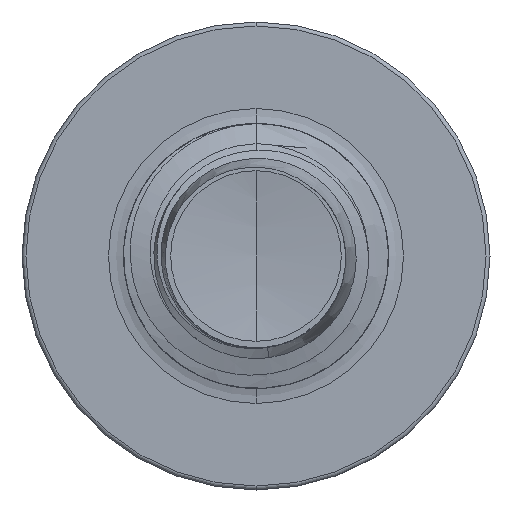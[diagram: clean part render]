
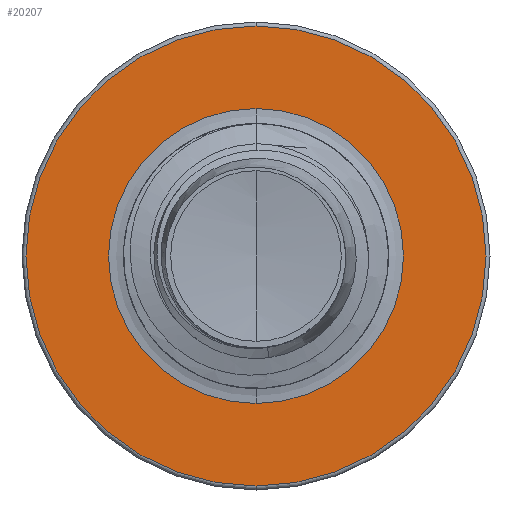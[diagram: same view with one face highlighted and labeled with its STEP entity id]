
A CAD part, front view. The second image highlights one B-rep face of the part: STEP entity #20207.
In plain terms, the highlighted planar face has unit normal (0, -1, 0).
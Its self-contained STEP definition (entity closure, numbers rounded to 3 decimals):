
#541 = ORIENTED_EDGE ( 'NONE', *, *, #52800, .T. ) ;
#3444 = CARTESIAN_POINT ( 'NONE',  ( 0., 20., 2.605 ) ) ;
#4900 = EDGE_CURVE ( 'NONE', #31494, #47613, #46109, .T. ) ;
#5474 = DIRECTION ( 'NONE',  ( 0., 1., 0. ) ) ;
#7471 = DIRECTION ( 'NONE',  ( 0., 1., 0. ) ) ;
#8377 = EDGE_CURVE ( 'NONE', #25260, #58130, #46753, .T. ) ;
#11132 = AXIS2_PLACEMENT_3D ( 'NONE', #26679, #26665, #26514 ) ;
#12419 = FACE_BOUND ( 'NONE', #51891, .T. ) ;
#14965 = CIRCLE ( 'NONE', #49739, 1.67 ) ;
#16970 = AXIS2_PLACEMENT_3D ( 'NONE', #29771, #29699, #29693 ) ;
#19199 = AXIS2_PLACEMENT_3D ( 'NONE', #51636, #55914, #30305 ) ;
#20207 = ADVANCED_FACE ( 'NONE', ( #25688, #12419 ), #52131, .F. ) ;
#20240 = CARTESIAN_POINT ( 'NONE',  ( 0., 20., 1.67 ) ) ;
#20534 = CARTESIAN_POINT ( 'NONE',  ( 0., 20., -2.605 ) ) ;
#25260 = VERTEX_POINT ( 'NONE', #20240 ) ;
#25688 = FACE_OUTER_BOUND ( 'NONE', #46134, .T. ) ;
#26202 = CIRCLE ( 'NONE', #48561, 2.605 ) ;
#26514 = DIRECTION ( 'NONE',  ( 0., 0., 1. ) ) ;
#26665 = DIRECTION ( 'NONE',  ( 0., 1., 0. ) ) ;
#26679 = CARTESIAN_POINT ( 'NONE',  ( 0., 20., 0. ) ) ;
#29693 = DIRECTION ( 'NONE',  ( 0., 0., 1. ) ) ;
#29699 = DIRECTION ( 'NONE',  ( 0., 1., 0. ) ) ;
#29771 = CARTESIAN_POINT ( 'NONE',  ( 0., 20., 0. ) ) ;
#30305 = DIRECTION ( 'NONE',  ( 0., 0., 1. ) ) ;
#31494 = VERTEX_POINT ( 'NONE', #20534 ) ;
#35236 = CARTESIAN_POINT ( 'NONE',  ( 0., 20., 0. ) ) ;
#36059 = ORIENTED_EDGE ( 'NONE', *, *, #8377, .T. ) ;
#36590 = CARTESIAN_POINT ( 'NONE',  ( 0., 20., -1.67 ) ) ;
#36986 = CARTESIAN_POINT ( 'NONE',  ( 0., 20., 0. ) ) ;
#39894 = DIRECTION ( 'NONE',  ( 0., 0., 1. ) ) ;
#41567 = DIRECTION ( 'NONE',  ( 0., 0., 1. ) ) ;
#43728 = EDGE_CURVE ( 'NONE', #47613, #31494, #26202, .T. ) ;
#46109 = CIRCLE ( 'NONE', #16970, 2.605 ) ;
#46134 = EDGE_LOOP ( 'NONE', ( #56977, #55968 ) ) ;
#46753 = CIRCLE ( 'NONE', #11132, 1.67 ) ;
#47613 = VERTEX_POINT ( 'NONE', #3444 ) ;
#48561 = AXIS2_PLACEMENT_3D ( 'NONE', #36986, #7471, #41567 ) ;
#49739 = AXIS2_PLACEMENT_3D ( 'NONE', #35236, #5474, #39894 ) ;
#51636 = CARTESIAN_POINT ( 'NONE',  ( 0., 20., -1.67 ) ) ;
#51891 = EDGE_LOOP ( 'NONE', ( #36059, #541 ) ) ;
#52131 = PLANE ( 'NONE',  #19199 ) ;
#52800 = EDGE_CURVE ( 'NONE', #58130, #25260, #14965, .T. ) ;
#55914 = DIRECTION ( 'NONE',  ( 0., 1., 0. ) ) ;
#55968 = ORIENTED_EDGE ( 'NONE', *, *, #4900, .F. ) ;
#56977 = ORIENTED_EDGE ( 'NONE', *, *, #43728, .F. ) ;
#58130 = VERTEX_POINT ( 'NONE', #36590 ) ;
